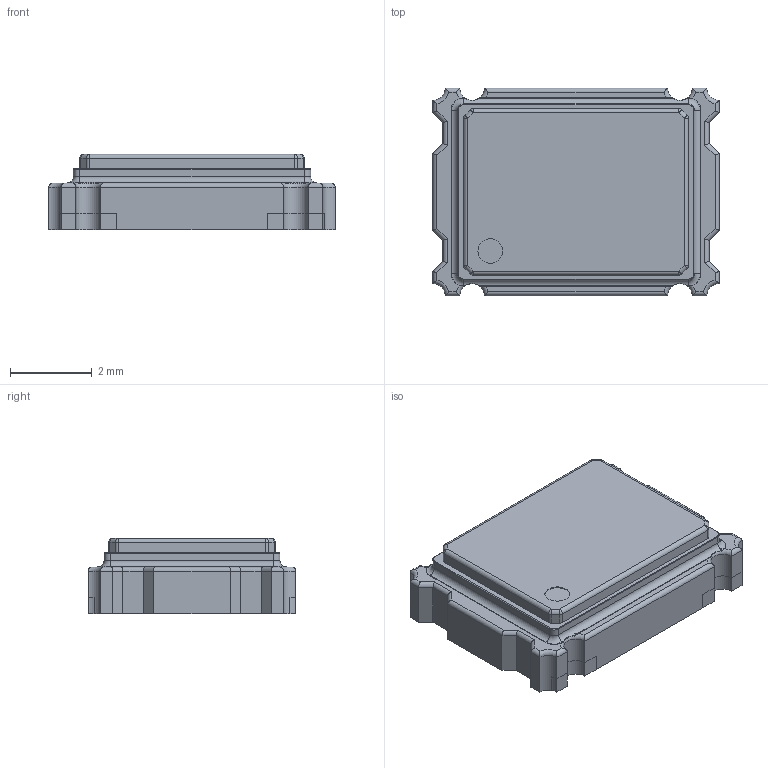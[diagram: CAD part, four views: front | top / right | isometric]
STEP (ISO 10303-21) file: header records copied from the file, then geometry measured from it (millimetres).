
FILE_DESCRIPTION(('FreeCAD Model'),'2;1');
FILE_NAME('Oscillator_SMD_Abracon_ASV-4Pin_7.0x5.1mm.step','2019-06-02T18:15:21',( 'kicad StepUp'),('ksu MCAD'),'Open CASCADE STEP processor 7.1', 'FreeCAD','Unknown');
FILE_SCHEMA(('AUTOMOTIVE_DESIGN { 1 0 10303 214 1 1 1 1 }'));
Length unit declared in the file: millimetre
Products named in the file (1): Oscillator_SMD_Abracon_ASV-4Pin_7.0x5.1mm
Bounding box: 7 x 5.08 x 1.84 mm (x, y, z)
Volume: 55.3 mm3; surface area: 108.8 mm2
Topology: 1 solids, 2 shells, 176 faces, 435 edges, 257 vertices
Faces by surface type: cylinder 78, plane 74, torus 16, sphere 8
Full cylindrical faces by diameter (mm): 0.6 x2
Entity records: 3933 total; most frequent: CARTESIAN_POINT 994, ORIENTED_EDGE 629, EDGE_CURVE 427, AXIS2_PLACEMENT_3D 272, VERTEX_POINT 257, LINE 230, FACE_BOUND 178, EDGE_LOOP 178
